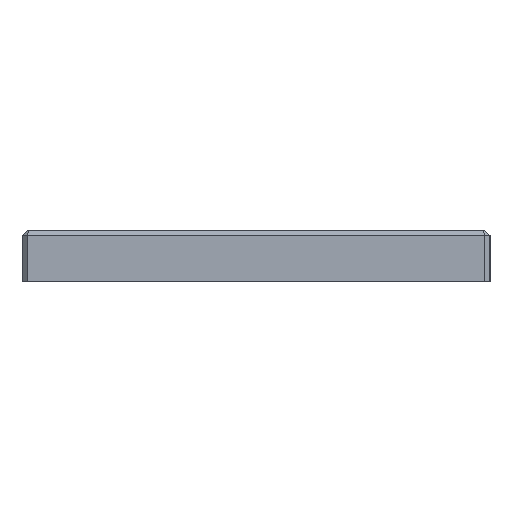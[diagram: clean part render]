
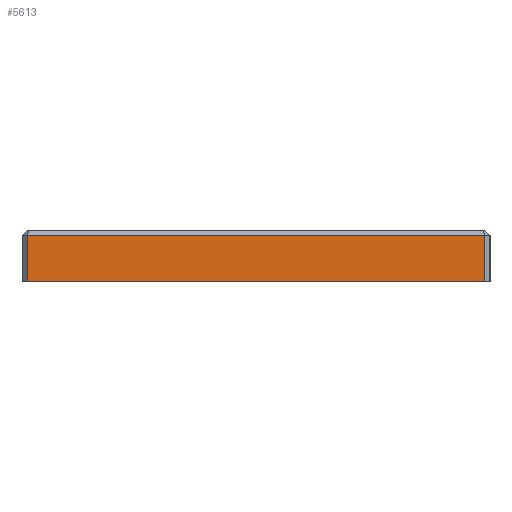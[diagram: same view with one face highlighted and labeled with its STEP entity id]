
A CAD part, left-side view. The second image highlights one B-rep face of the part: STEP entity #5613.
In plain terms, the highlighted planar face has unit normal (-1, 0, 0).
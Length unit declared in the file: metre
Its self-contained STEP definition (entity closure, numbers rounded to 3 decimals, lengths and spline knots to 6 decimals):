
#641=ORIENTED_EDGE('',*,*,#2272,.T.);
#642=ORIENTED_EDGE('',*,*,#2273,.T.);
#643=ORIENTED_EDGE('',*,*,#2274,.T.);
#644=ORIENTED_EDGE('',*,*,#2207,.T.);
#2207=EDGE_CURVE('',#3037,#3036,#3488,.T.);
#2272=EDGE_CURVE('',#3036,#3078,#3545,.T.);
#2273=EDGE_CURVE('',#3078,#3079,#3546,.T.);
#2274=EDGE_CURVE('',#3079,#3037,#3547,.T.);
#3036=VERTEX_POINT('',#8506);
#3037=VERTEX_POINT('',#8508);
#3078=VERTEX_POINT('',#8632);
#3079=VERTEX_POINT('',#8634);
#3488=LINE('',#8507,#4123);
#3545=LINE('',#8631,#4180);
#3546=LINE('',#8633,#4181);
#3547=LINE('',#8635,#4182);
#4123=VECTOR('',#6729,1.);
#4180=VECTOR('',#6838,1.);
#4181=VECTOR('',#6839,1.);
#4182=VECTOR('',#6840,1.);
#4671=EDGE_LOOP('',(#641,#642,#643,#644));
#5048=FACE_BOUND('',#4671,.T.);
#5386=PLANE('',#6034);
#5613=ADVANCED_FACE('',(#5048),#5386,.F.);
#6034=AXIS2_PLACEMENT_3D('',#8630,#6836,#6837);
#6729=DIRECTION('',(0.,-1.,0.));
#6836=DIRECTION('',(1.,0.,0.));
#6837=DIRECTION('',(0.,0.,-1.));
#6838=DIRECTION('',(0.,0.,1.));
#6839=DIRECTION('',(0.,1.,0.));
#6840=DIRECTION('',(0.,0.,-1.));
#8506=CARTESIAN_POINT('',(-0.05334,-0.035528,0.00635));
#8507=CARTESIAN_POINT('',(-0.05334,0.,0.00635));
#8508=CARTESIAN_POINT('',(-0.05334,0.035528,0.00635));
#8630=CARTESIAN_POINT('',(-0.05334,0.,0.0127));
#8631=CARTESIAN_POINT('',(-0.05334,-0.035528,0.0127));
#8632=CARTESIAN_POINT('',(-0.05334,-0.035528,0.013494));
#8633=CARTESIAN_POINT('',(-0.05334,0.035528,0.013494));
#8634=CARTESIAN_POINT('',(-0.05334,0.035528,0.013494));
#8635=CARTESIAN_POINT('',(-0.05334,0.035528,0.00635));
